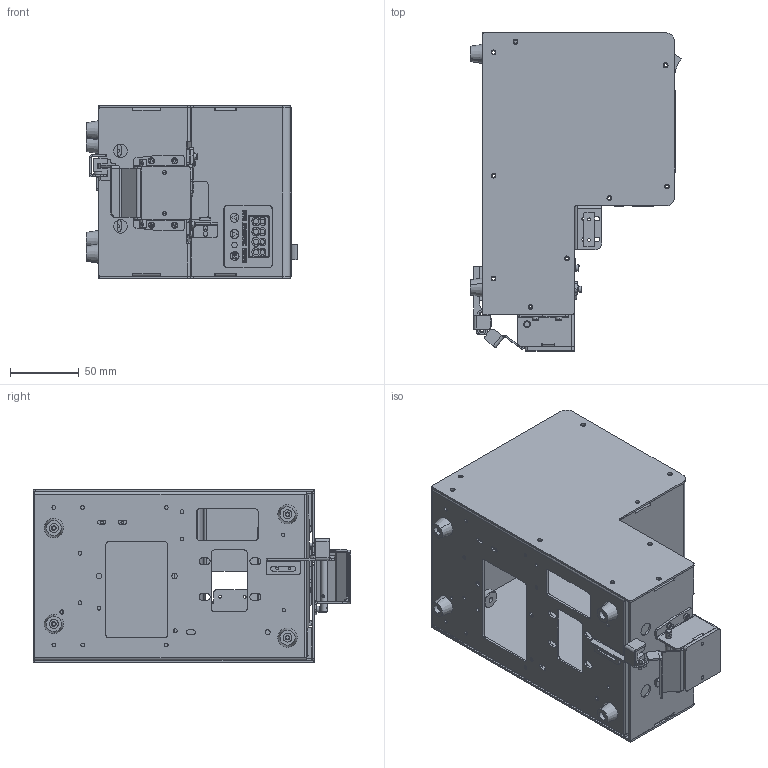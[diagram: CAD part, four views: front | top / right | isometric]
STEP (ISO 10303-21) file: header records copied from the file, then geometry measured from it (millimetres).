
FILE_DESCRIPTION (( 'STEP AP203' ), '1' );
FILE_NAME ('00-LG-D800点数机总装图.STEP', '2020-03-09T12:59:08', ( '微软用户' ), ( '微软中国' ), 'SwSTEP 2.0', 'SolidWorks 2015', '' );
FILE_SCHEMA (( 'CONFIG_CONTROL_DESIGN' ));
Length unit declared in the file: millimetre
Products named in the file (1): 00-LG-D800萸杅儂軞蚾芞
Bounding box: 154.3 x 232 x 126 mm (x, y, z)
Surface area: 284083.1 mm2 (no closed solid volume)
Topology: 0 solids, 84 shells, 1185 faces, 4571 edges, 3380 vertices
Faces by surface type: plane 576, cylinder 519, bspline 36, cone 34, torus 20
Entity records: 53869 total; most frequent: CARTESIAN_POINT 15178, DIRECTION 8144, ORIENTED_EDGE 6906, EDGE_CURVE 4559, VERTEX_POINT 3380, LINE 2888, VECTOR 2888, AXIS2_PLACEMENT_3D 2628
